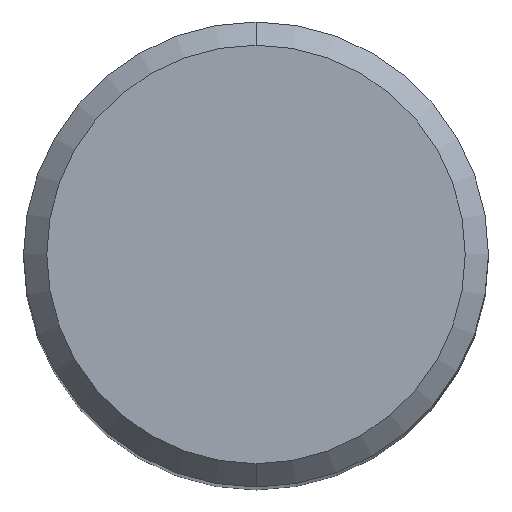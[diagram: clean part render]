
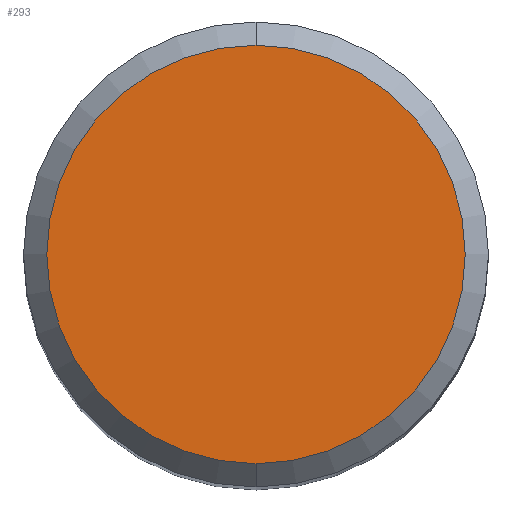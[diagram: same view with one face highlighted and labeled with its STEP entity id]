
A CAD part, top view. The second image highlights one B-rep face of the part: STEP entity #293.
In plain terms, the highlighted planar face has unit normal (0, 0, 1).
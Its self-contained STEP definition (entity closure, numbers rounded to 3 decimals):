
#179=VERTEX_POINT('',#486);
#261=EDGE_CURVE('',#439,#179,#576,.T.);
#293=ADVANCED_FACE('',(#613),#614,.T.);
#333=EDGE_CURVE('',#179,#439,#657,.T.);
#439=VERTEX_POINT('',#773);
#486=CARTESIAN_POINT('',(0.0,5.4,0.0));
#576=CIRCLE('',#948,5.4);
#613=FACE_OUTER_BOUND('',#1012,.T.);
#614=PLANE('',#1013);
#657=CIRCLE('',#1093,5.4);
#773=CARTESIAN_POINT('',(0.,-5.4,0.0));
#948=AXIS2_PLACEMENT_3D('',#1600,#1601,#1602);
#1012=EDGE_LOOP('',(#1656,#1657));
#1013=AXIS2_PLACEMENT_3D('',#1658,#1659,#1660);
#1093=AXIS2_PLACEMENT_3D('',#1701,#1702,#1703);
#1600=CARTESIAN_POINT('',(0.0,0.0,0.0));
#1601=DIRECTION('',(0.0,0.0,-1.0));
#1602=DIRECTION('',(0.0,1.0,0.0));
#1656=ORIENTED_EDGE('',*,*,#333,.F.);
#1657=ORIENTED_EDGE('',*,*,#261,.F.);
#1658=CARTESIAN_POINT('',(0.0,2.7,0.0));
#1659=DIRECTION('',(-0.0,0.0,1.0));
#1660=DIRECTION('',(0.0,-1.0,0.0));
#1701=CARTESIAN_POINT('',(0.0,0.0,0.0));
#1702=DIRECTION('',(0.0,0.0,-1.0));
#1703=DIRECTION('',(0.0,1.0,0.0));
